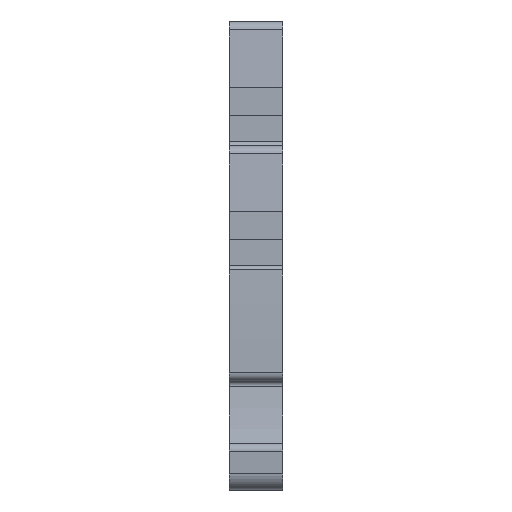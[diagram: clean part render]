
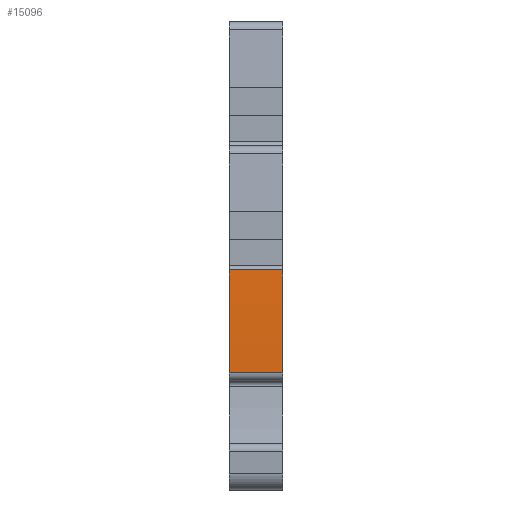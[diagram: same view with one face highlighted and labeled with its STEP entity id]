
A CAD part, front view. The second image highlights one B-rep face of the part: STEP entity #15096.
In plain terms, the highlighted cylindrical face has radius 191.632 mm (diameter 383.264 mm), a partial arc.
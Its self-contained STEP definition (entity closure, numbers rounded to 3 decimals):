
#9792=AXIS2_PLACEMENT_3D('Circle Axis2P3D',#9790,#9791,$) ;
#9799=AXIS2_PLACEMENT_3D('Circle Axis2P3D',#9797,#9798,$) ;
#15075=AXIS2_PLACEMENT_3D('Cylinder Axis2P3D',#15072,#15073,#15074) ;
#15079=AXIS2_PLACEMENT_3D('Circle Axis2P3D',#15077,#15078,$) ;
#9787=CARTESIAN_POINT('Vertex',(6.1,1.669,25.2)) ;
#9790=CARTESIAN_POINT('Axis2P3D Location',(6.1,193.128,17.05)) ;
#9794=CARTESIAN_POINT('Vertex',(6.1,1.53,13.45)) ;
#9797=CARTESIAN_POINT('Axis2P3D Location',(6.1,2.53,13.45)) ;
#9801=CARTESIAN_POINT('Vertex',(6.1,1.53,13.431)) ;
#15053=CARTESIAN_POINT('Line Origine',(3.05,1.669,25.2)) ;
#15057=CARTESIAN_POINT('Vertex',(0.,1.669,25.2)) ;
#15072=CARTESIAN_POINT('Axis2P3D Location',(3.05,193.128,17.05)) ;
#15077=CARTESIAN_POINT('Axis2P3D Location',(0.,193.128,17.05)) ;
#15081=CARTESIAN_POINT('Vertex',(0.,1.53,13.431)) ;
#15084=CARTESIAN_POINT('Line Origine',(3.05,1.53,13.431)) ;
#9791=DIRECTION('Axis2P3D Direction',(1.,0.,0.)) ;
#9798=DIRECTION('Axis2P3D Direction',(1.,0.,0.)) ;
#15054=DIRECTION('Vector Direction',(-1.,0.,0.)) ;
#15073=DIRECTION('Axis2P3D Direction',(1.,0.,0.)) ;
#15074=DIRECTION('Axis2P3D XDirection',(0.,-0.999,0.048)) ;
#15078=DIRECTION('Axis2P3D Direction',(1.,0.,0.)) ;
#15085=DIRECTION('Vector Direction',(1.,0.,0.)) ;
#15055=VECTOR('Line Direction',#15054,1.) ;
#15086=VECTOR('Line Direction',#15085,1.) ;
#15090=ORIENTED_EDGE('',*,*,#15083,.T.) ;
#15091=ORIENTED_EDGE('',*,*,#15088,.T.) ;
#15092=ORIENTED_EDGE('',*,*,#9803,.F.) ;
#15093=ORIENTED_EDGE('',*,*,#9796,.F.) ;
#15094=ORIENTED_EDGE('',*,*,#15059,.T.) ;
#15096=ADVANCED_FACE('66502_MLD_APGTB_4_2T_4C-2.1\\Assembly',(#15095),#15076,.T.) ;
#9793=CIRCLE('generated circle',#9792,191.632) ;
#9800=CIRCLE('generated circle',#9799,1.) ;
#15080=CIRCLE('generated circle',#15079,191.632) ;
#15076=CYLINDRICAL_SURFACE('generated cylinder',#15075,191.632) ;
#9796=EDGE_CURVE('',#9788,#9795,#9793,.T.) ;
#9803=EDGE_CURVE('',#9795,#9802,#9800,.T.) ;
#15059=EDGE_CURVE('',#9788,#15058,#15056,.T.) ;
#15083=EDGE_CURVE('',#15058,#15082,#15080,.T.) ;
#15088=EDGE_CURVE('',#15082,#9802,#15087,.T.) ;
#15089=EDGE_LOOP('',(#15090,#15091,#15092,#15093,#15094)) ;
#15095=FACE_OUTER_BOUND('',#15089,.T.) ;
#15056=LINE('Line',#15053,#15055) ;
#15087=LINE('Line',#15084,#15086) ;
#9788=VERTEX_POINT('',#9787) ;
#9795=VERTEX_POINT('',#9794) ;
#9802=VERTEX_POINT('',#9801) ;
#15058=VERTEX_POINT('',#15057) ;
#15082=VERTEX_POINT('',#15081) ;
